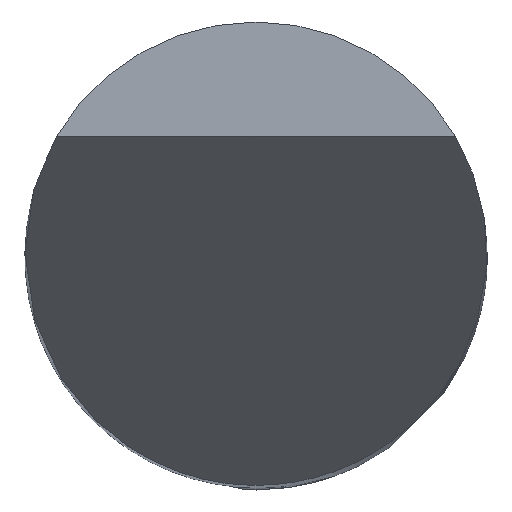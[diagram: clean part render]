
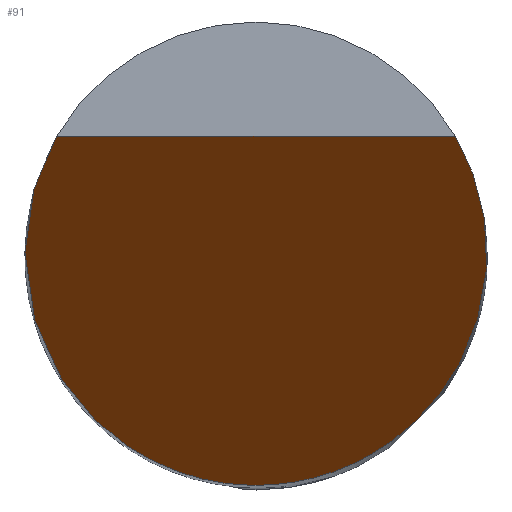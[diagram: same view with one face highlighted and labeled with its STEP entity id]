
A CAD part, top view. The second image highlights one B-rep face of the part: STEP entity #91.
In plain terms, the highlighted planar face has unit normal (0, -0.866, 0.5).
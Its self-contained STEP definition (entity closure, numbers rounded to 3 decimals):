
#59=PLANE('',#600);
#91=ADVANCED_FACE('',(#129),#59,.F.);
#129=FACE_OUTER_BOUND('',#160,.T.);
#160=EDGE_LOOP('',(#313,#314,#315));
#223=LINE('',#1006,#244);
#244=VECTOR('',#675,1.);
#313=ORIENTED_EDGE('',*,*,#461,.T.);
#314=ORIENTED_EDGE('',*,*,#477,.T.);
#315=ORIENTED_EDGE('',*,*,#499,.T.);
#411=VERTEX_POINT('',#816);
#412=VERTEX_POINT('',#821);
#424=VERTEX_POINT('',#886);
#461=EDGE_CURVE('',#412,#411,#541,.T.);
#477=EDGE_CURVE('',#411,#424,#546,.T.);
#499=EDGE_CURVE('',#424,#412,#223,.T.);
#541=(
BOUNDED_CURVE()
B_SPLINE_CURVE(3,(#817,#818,#819,#820),.UNSPECIFIED.,.F.,.F.)
B_SPLINE_CURVE_WITH_KNOTS((4,4),(0.,1.),.UNSPECIFIED.)
CURVE()
GEOMETRIC_REPRESENTATION_ITEM()
RATIONAL_B_SPLINE_CURVE((1.,0.665,0.665,1.))
REPRESENTATION_ITEM('')
);
#546=(
BOUNDED_CURVE()
B_SPLINE_CURVE(3,(#887,#888,#889,#890),.UNSPECIFIED.,.F.,.F.)
B_SPLINE_CURVE_WITH_KNOTS((4,4),(0.,1.),.UNSPECIFIED.)
CURVE()
GEOMETRIC_REPRESENTATION_ITEM()
RATIONAL_B_SPLINE_CURVE((1.,0.665,0.665,1.))
REPRESENTATION_ITEM('')
);
#600=AXIS2_PLACEMENT_3D('',#1008,#678,#679);
#675=DIRECTION('',(-1.,0.,0.));
#678=DIRECTION('',(0.,0.866,-0.5));
#679=DIRECTION('',(0.,0.5,0.866));
#816=CARTESIAN_POINT('',(0.,-2.,-3.464));
#817=CARTESIAN_POINT('',(-1.726,1.01,1.75));
#818=CARTESIAN_POINT('',(-2.605,-0.491,-0.85));
#819=CARTESIAN_POINT('',(-1.74,-2.,-3.464));
#820=CARTESIAN_POINT('',(0.,-2.,-3.464));
#821=CARTESIAN_POINT('',(-1.726,1.01,1.75));
#886=CARTESIAN_POINT('',(1.726,1.01,1.75));
#887=CARTESIAN_POINT('',(0.,-2.,-3.464));
#888=CARTESIAN_POINT('',(1.74,-2.,-3.464));
#889=CARTESIAN_POINT('',(2.605,-0.491,-0.85));
#890=CARTESIAN_POINT('',(1.726,1.01,1.75));
#1006=CARTESIAN_POINT('',(0.,1.01,1.75));
#1008=CARTESIAN_POINT('',(2.,-2.,-3.464));
